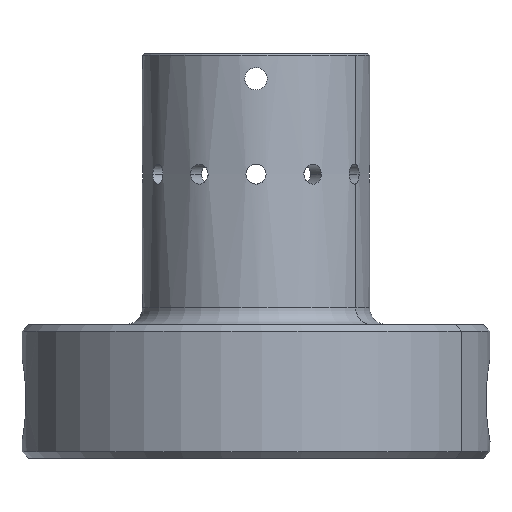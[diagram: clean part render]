
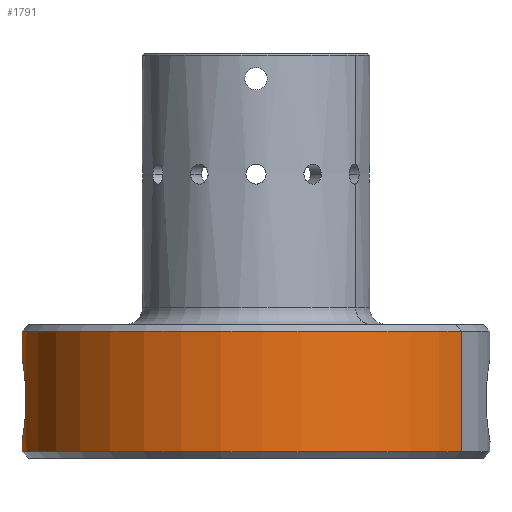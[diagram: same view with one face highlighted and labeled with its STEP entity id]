
A CAD part, left-side view. The second image highlights one B-rep face of the part: STEP entity #1791.
In plain terms, the highlighted cylindrical face has radius 70 mm (diameter 140 mm), a partial arc.
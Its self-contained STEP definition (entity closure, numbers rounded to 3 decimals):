
#1654=CARTESIAN_POINT('Vertex',(-33.56,-61.431,2.)) ;
#1657=CARTESIAN_POINT('Axis2P3D Location',(0.,0.,2.)) ;
#1661=CARTESIAN_POINT('Vertex',(33.56,61.431,2.)) ;
#1719=CARTESIAN_POINT('Axis2P3D Location',(0.,0.,60.5)) ;
#1724=CARTESIAN_POINT('Line Origine',(-33.56,-61.431,20.)) ;
#1728=CARTESIAN_POINT('Vertex',(-33.56,-61.431,38.)) ;
#1731=CARTESIAN_POINT('Axis2P3D Location',(0.,0.,38.)) ;
#1735=CARTESIAN_POINT('Vertex',(33.56,61.431,38.)) ;
#1738=CARTESIAN_POINT('Line Origine',(33.56,61.431,20.)) ;
#1750=CARTESIAN_POINT('Control Point',(-12.55,68.866,17.5)) ;
#1751=CARTESIAN_POINT('Control Point',(-12.55,68.866,19.806)) ;
#1752=CARTESIAN_POINT('Control Point',(-12.02,68.962,22.112)) ;
#1753=CARTESIAN_POINT('Control Point',(-10.961,69.157,24.247)) ;
#1754=CARTESIAN_POINT('Control Point',(-8.103,69.586,27.7)) ;
#1755=CARTESIAN_POINT('Control Point',(-4.079,69.923,29.646)) ;
#1756=CARTESIAN_POINT('Control Point',(-1.995,70.021,30.158)) ;
#1757=CARTESIAN_POINT('Control Point',(2.388,70.039,30.287)) ;
#1758=CARTESIAN_POINT('Control Point',(6.443,69.749,28.613)) ;
#1759=CARTESIAN_POINT('Control Point',(8.298,69.534,27.304)) ;
#1760=CARTESIAN_POINT('Control Point',(10.697,69.191,24.65)) ;
#1761=CARTESIAN_POINT('Control Point',(12.042,68.959,21.382)) ;
#1762=CARTESIAN_POINT('Control Point',(12.381,68.897,20.108)) ;
#1763=CARTESIAN_POINT('Control Point',(12.55,68.866,18.804)) ;
#1764=CARTESIAN_POINT('Control Point',(12.55,68.866,17.5)) ;
#1765=CARTESIAN_POINT('Vertex',(-12.55,68.866,17.5)) ;
#1767=CARTESIAN_POINT('Vertex',(12.55,68.866,17.5)) ;
#1771=CARTESIAN_POINT('Control Point',(12.55,68.866,17.5)) ;
#1772=CARTESIAN_POINT('Control Point',(12.55,68.866,15.194)) ;
#1773=CARTESIAN_POINT('Control Point',(12.02,68.962,12.888)) ;
#1774=CARTESIAN_POINT('Control Point',(10.961,69.157,10.753)) ;
#1775=CARTESIAN_POINT('Control Point',(8.103,69.586,7.3)) ;
#1776=CARTESIAN_POINT('Control Point',(4.079,69.923,5.354)) ;
#1777=CARTESIAN_POINT('Control Point',(1.995,70.021,4.842)) ;
#1778=CARTESIAN_POINT('Control Point',(-2.388,70.039,4.713)) ;
#1779=CARTESIAN_POINT('Control Point',(-6.443,69.749,6.387)) ;
#1780=CARTESIAN_POINT('Control Point',(-8.298,69.534,7.696)) ;
#1781=CARTESIAN_POINT('Control Point',(-10.697,69.191,10.35)) ;
#1782=CARTESIAN_POINT('Control Point',(-12.042,68.959,13.618)) ;
#1783=CARTESIAN_POINT('Control Point',(-12.381,68.897,14.892)) ;
#1784=CARTESIAN_POINT('Control Point',(-12.55,68.866,16.196)) ;
#1785=CARTESIAN_POINT('Control Point',(-12.55,68.866,17.5)) ;
#1658=DIRECTION('Axis2P3D Direction',(-0.,0.,1.)) ;
#1720=DIRECTION('Axis2P3D Direction',(0.,0.,-1.)) ;
#1721=DIRECTION('Axis2P3D XDirection',(0.479,0.878,0.)) ;
#1725=DIRECTION('Vector Direction',(0.,0.,-1.)) ;
#1732=DIRECTION('Axis2P3D Direction',(0.,0.,-1.)) ;
#1739=DIRECTION('Vector Direction',(0.,0.,-1.)) ;
#1659=AXIS2_PLACEMENT_3D('Circle Axis2P3D',#1657,#1658,$) ;
#1722=AXIS2_PLACEMENT_3D('Cylinder Axis2P3D',#1719,#1720,#1721) ;
#1733=AXIS2_PLACEMENT_3D('Circle Axis2P3D',#1731,#1732,$) ;
#1744=ORIENTED_EDGE('',*,*,#1663,.F.) ;
#1745=ORIENTED_EDGE('',*,*,#1730,.T.) ;
#1746=ORIENTED_EDGE('',*,*,#1737,.T.) ;
#1747=ORIENTED_EDGE('',*,*,#1742,.F.) ;
#1788=ORIENTED_EDGE('',*,*,#1769,.F.) ;
#1789=ORIENTED_EDGE('',*,*,#1786,.F.) ;
#1790=FACE_BOUND('',#1787,.T.) ;
#1726=VECTOR('Line Direction',#1725,1.) ;
#1740=VECTOR('Line Direction',#1739,1.) ;
#1791=ADVANCED_FACE('PartBody',(#1748,#1790),#1723,.T.) ;
#1749=B_SPLINE_CURVE_WITH_KNOTS('',5,(#1750,#1751,#1752,#1753,#1754,#1755,#1756,#1757,#1758,#1759,#1760,#1761,#1762,#1763,#1764),.UNSPECIFIED.,.F.,.U.,(6,3,3,3,6),(0.,16.306,31.042,46.649,55.871),.UNSPECIFIED.) ;
#1770=B_SPLINE_CURVE_WITH_KNOTS('',5,(#1771,#1772,#1773,#1774,#1775,#1776,#1777,#1778,#1779,#1780,#1781,#1782,#1783,#1784,#1785),.UNSPECIFIED.,.F.,.U.,(6,3,3,3,6),(0.,16.306,31.042,46.649,55.871),.UNSPECIFIED.) ;
#1660=CIRCLE('generated circle',#1659,70.) ;
#1734=CIRCLE('generated circle',#1733,70.) ;
#1723=CYLINDRICAL_SURFACE('generated cylinder',#1722,70.) ;
#1663=EDGE_CURVE('',#1655,#1662,#1660,.F.) ;
#1730=EDGE_CURVE('',#1655,#1729,#1727,.F.) ;
#1737=EDGE_CURVE('',#1729,#1736,#1734,.T.) ;
#1742=EDGE_CURVE('',#1662,#1736,#1741,.F.) ;
#1769=EDGE_CURVE('',#1766,#1768,#1749,.T.) ;
#1786=EDGE_CURVE('',#1768,#1766,#1770,.T.) ;
#1743=EDGE_LOOP('',(#1744,#1745,#1746,#1747)) ;
#1787=EDGE_LOOP('',(#1788,#1789)) ;
#1748=FACE_OUTER_BOUND('',#1743,.T.) ;
#1727=LINE('Line',#1724,#1726) ;
#1741=LINE('Line',#1738,#1740) ;
#1655=VERTEX_POINT('',#1654) ;
#1662=VERTEX_POINT('',#1661) ;
#1729=VERTEX_POINT('',#1728) ;
#1736=VERTEX_POINT('',#1735) ;
#1766=VERTEX_POINT('',#1765) ;
#1768=VERTEX_POINT('',#1767) ;
